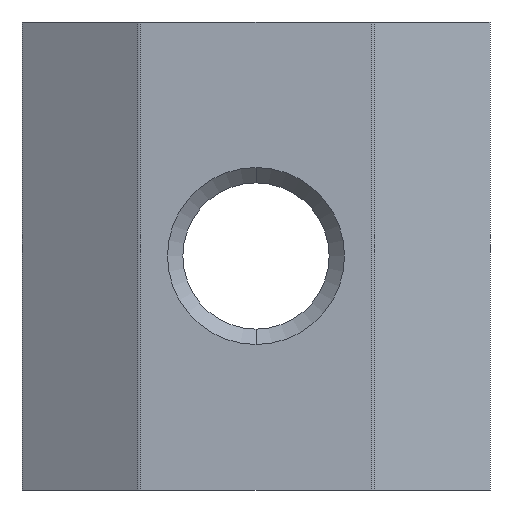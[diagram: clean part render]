
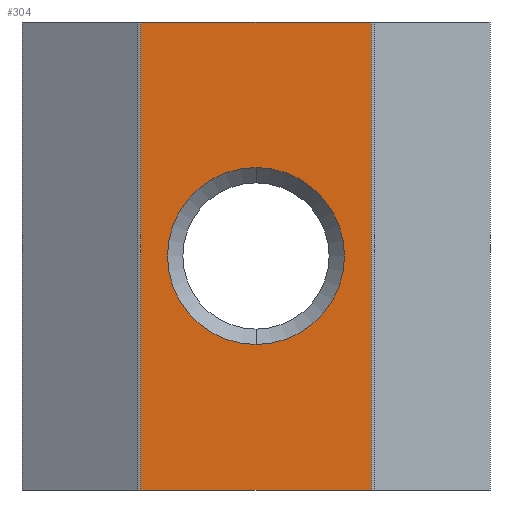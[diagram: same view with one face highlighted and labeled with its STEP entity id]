
A CAD part, front view. The second image highlights one B-rep face of the part: STEP entity #304.
In plain terms, the highlighted planar face has unit normal (0, -1, 0).
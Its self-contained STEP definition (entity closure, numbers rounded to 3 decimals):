
#14 = EDGE_LOOP ( 'NONE', ( #753, #17 ) ) ;
#17 = ORIENTED_EDGE ( 'NONE', *, *, #450, .T. ) ;
#25 = VERTEX_POINT ( 'NONE', #37 ) ;
#27 = VECTOR ( 'NONE', #834, 1000. ) ;
#37 = CARTESIAN_POINT ( 'NONE',  ( 3.945, -6., 8. ) ) ;
#39 = DIRECTION ( 'NONE',  ( 0., 1., 0. ) ) ;
#47 = CARTESIAN_POINT ( 'NONE',  ( 0., -6., 0. ) ) ;
#49 = FACE_BOUND ( 'NONE', #14, .T. ) ;
#68 = AXIS2_PLACEMENT_3D ( 'NONE', #106, #39, #380 ) ;
#69 = CARTESIAN_POINT ( 'NONE',  ( -3.945, -6., -8. ) ) ;
#71 = VERTEX_POINT ( 'NONE', #492 ) ;
#86 = VERTEX_POINT ( 'NONE', #287 ) ;
#105 = LINE ( 'NONE', #379, #525 ) ;
#106 = CARTESIAN_POINT ( 'NONE',  ( -4., -6., 8. ) ) ;
#112 = CARTESIAN_POINT ( 'NONE',  ( 0., -6., 3.025 ) ) ;
#116 = CARTESIAN_POINT ( 'NONE',  ( 3.945, -6., 8. ) ) ;
#144 = EDGE_CURVE ( 'NONE', #71, #25, #514, .T. ) ;
#154 = EDGE_CURVE ( 'NONE', #86, #221, #273, .T. ) ;
#174 = DIRECTION ( 'NONE',  ( 1., 0., 0. ) ) ;
#221 = VERTEX_POINT ( 'NONE', #112 ) ;
#227 = LINE ( 'NONE', #848, #27 ) ;
#229 = VECTOR ( 'NONE', #255, 1000. ) ;
#230 = EDGE_CURVE ( 'NONE', #802, #25, #250, .T. ) ;
#250 = LINE ( 'NONE', #116, #229 ) ;
#252 = FACE_OUTER_BOUND ( 'NONE', #566, .T. ) ;
#255 = DIRECTION ( 'NONE',  ( 0., 0., 1. ) ) ;
#273 = CIRCLE ( 'NONE', #494, 3.025 ) ;
#287 = CARTESIAN_POINT ( 'NONE',  ( 0., -6., -3.025 ) ) ;
#298 = ORIENTED_EDGE ( 'NONE', *, *, #144, .F. ) ;
#304 = ADVANCED_FACE ( 'NONE', ( #49, #252 ), #727, .F. ) ;
#328 = CARTESIAN_POINT ( 'NONE',  ( -4., -6., 8. ) ) ;
#333 = ORIENTED_EDGE ( 'NONE', *, *, #230, .T. ) ;
#379 = CARTESIAN_POINT ( 'NONE',  ( -4., -6., -8. ) ) ;
#380 = DIRECTION ( 'NONE',  ( 0., 0., 1. ) ) ;
#397 = DIRECTION ( 'NONE',  ( 0., 1., 0. ) ) ;
#411 = EDGE_CURVE ( 'NONE', #71, #821, #227, .T. ) ;
#450 = EDGE_CURVE ( 'NONE', #221, #86, #657, .T. ) ;
#488 = DIRECTION ( 'NONE',  ( 0., 1., 0. ) ) ;
#492 = CARTESIAN_POINT ( 'NONE',  ( -3.945, -6., 8. ) ) ;
#494 = AXIS2_PLACEMENT_3D ( 'NONE', #47, #397, #812 ) ;
#514 = LINE ( 'NONE', #328, #685 ) ;
#525 = VECTOR ( 'NONE', #174, 1000. ) ;
#566 = EDGE_LOOP ( 'NONE', ( #798, #333, #298, #710 ) ) ;
#657 = CIRCLE ( 'NONE', #819, 3.025 ) ;
#659 = DIRECTION ( 'NONE',  ( 1., 0., 0. ) ) ;
#685 = VECTOR ( 'NONE', #659, 1000. ) ;
#687 = CARTESIAN_POINT ( 'NONE',  ( 3.945, -6., -8. ) ) ;
#708 = CARTESIAN_POINT ( 'NONE',  ( 0., -6., 0. ) ) ;
#710 = ORIENTED_EDGE ( 'NONE', *, *, #411, .T. ) ;
#727 = PLANE ( 'NONE',  #68 ) ;
#753 = ORIENTED_EDGE ( 'NONE', *, *, #154, .T. ) ;
#765 = DIRECTION ( 'NONE',  ( 0., 0., 1. ) ) ;
#775 = EDGE_CURVE ( 'NONE', #821, #802, #105, .T. ) ;
#798 = ORIENTED_EDGE ( 'NONE', *, *, #775, .T. ) ;
#802 = VERTEX_POINT ( 'NONE', #687 ) ;
#812 = DIRECTION ( 'NONE',  ( 0., 0., 1. ) ) ;
#819 = AXIS2_PLACEMENT_3D ( 'NONE', #708, #488, #765 ) ;
#821 = VERTEX_POINT ( 'NONE', #69 ) ;
#834 = DIRECTION ( 'NONE',  ( 0., 0., -1. ) ) ;
#848 = CARTESIAN_POINT ( 'NONE',  ( -3.945, -6., 8. ) ) ;
